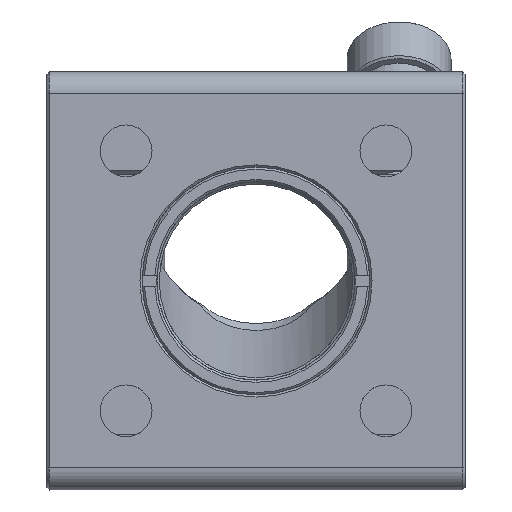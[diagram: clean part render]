
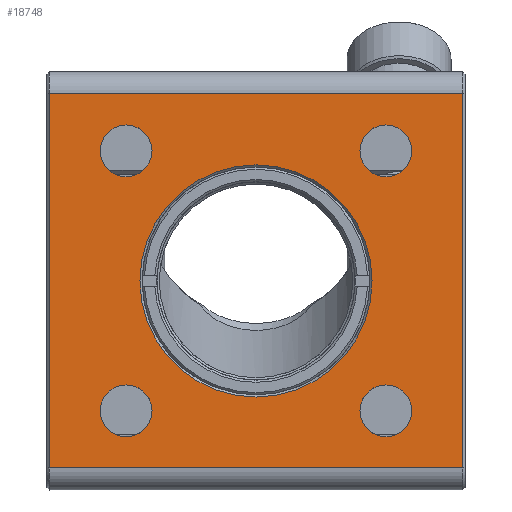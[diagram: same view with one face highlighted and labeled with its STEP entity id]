
A CAD part, left-side view. The second image highlights one B-rep face of the part: STEP entity #18748.
In plain terms, the highlighted planar face has unit normal (-1, 0, 0).
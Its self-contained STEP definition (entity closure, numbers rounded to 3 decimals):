
#975 = CARTESIAN_POINT ( 'NONE',  ( -23.922, 18.099, 17.792 ) ) ;
#986 = ORIENTED_EDGE ( 'NONE', *, *, #25782, .F. ) ;
#1050 = ORIENTED_EDGE ( 'NONE', *, *, #17390, .F. ) ;
#1302 = EDGE_LOOP ( 'NONE', ( #986 ) ) ;
#1350 = EDGE_LOOP ( 'NONE', ( #12303 ) ) ;
#1519 = VECTOR ( 'NONE', #10476, 1000. ) ;
#1582 = LINE ( 'NONE', #10100, #18250 ) ;
#1929 = EDGE_CURVE ( 'NONE', #8566, #8566, #14820, .T. ) ;
#2266 = DIRECTION ( 'NONE',  ( 0., 0., -1. ) ) ;
#2332 = DIRECTION ( 'NONE',  ( -1., 0., 0. ) ) ;
#2832 = AXIS2_PLACEMENT_3D ( 'NONE', #6235, #2332, #12667 ) ;
#3482 = EDGE_CURVE ( 'NONE', #17246, #17246, #25665, .T. ) ;
#3638 = EDGE_CURVE ( 'NONE', #16623, #20134, #17158, .T. ) ;
#3778 = CARTESIAN_POINT ( 'NONE',  ( -23.922, 18.099, -15.208 ) ) ;
#3919 = DIRECTION ( 'NONE',  ( -1., 0., 0. ) ) ;
#4292 = DIRECTION ( 'NONE',  ( 0., 0., -1. ) ) ;
#4644 = PLANE ( 'NONE',  #13526 ) ;
#5203 = EDGE_LOOP ( 'NONE', ( #15216 ) ) ;
#5574 = VECTOR ( 'NONE', #26968, 1000. ) ;
#6023 = DIRECTION ( 'NONE',  ( 0., 0., 1. ) ) ;
#6235 = CARTESIAN_POINT ( 'NONE',  ( -23.922, -11.901, -15.208 ) ) ;
#6590 = DIRECTION ( 'NONE',  ( 1., 0., 0. ) ) ;
#6637 = AXIS2_PLACEMENT_3D ( 'NONE', #8915, #26154, #6947 ) ;
#6947 = DIRECTION ( 'NONE',  ( 0., 0., 1. ) ) ;
#7587 = DIRECTION ( 'NONE',  ( 0., 0., 1. ) ) ;
#8058 = DIRECTION ( 'NONE',  ( -1., 0., 0. ) ) ;
#8566 = VERTEX_POINT ( 'NONE', #975 ) ;
#8915 = CARTESIAN_POINT ( 'NONE',  ( -23.922, -11.901, 14.792 ) ) ;
#9492 = AXIS2_PLACEMENT_3D ( 'NONE', #26818, #10098, #7587 ) ;
#9497 = CARTESIAN_POINT ( 'NONE',  ( -23.922, 26.975, 21.382 ) ) ;
#9816 = EDGE_CURVE ( 'NONE', #19576, #19576, #12215, .T. ) ;
#10073 = CIRCLE ( 'NONE', #23937, 13.399 ) ;
#10098 = DIRECTION ( 'NONE',  ( -1., 0., 0. ) ) ;
#10100 = CARTESIAN_POINT ( 'NONE',  ( -23.922, 26.975, -24.338 ) ) ;
#10156 = DIRECTION ( 'NONE',  ( 0., -1., 0. ) ) ;
#10476 = DIRECTION ( 'NONE',  ( 0., -1., 0. ) ) ;
#12215 = CIRCLE ( 'NONE', #26573, 3. ) ;
#12247 = CARTESIAN_POINT ( 'NONE',  ( -23.922, 3.099, -0.208 ) ) ;
#12303 = ORIENTED_EDGE ( 'NONE', *, *, #9816, .F. ) ;
#12667 = DIRECTION ( 'NONE',  ( 0., 0., 1. ) ) ;
#12963 = CARTESIAN_POINT ( 'NONE',  ( -23.922, 26.975, -21.798 ) ) ;
#13164 = FACE_BOUND ( 'NONE', #1302, .T. ) ;
#13380 = CARTESIAN_POINT ( 'NONE',  ( -23.922, 18.099, -12.208 ) ) ;
#13526 = AXIS2_PLACEMENT_3D ( 'NONE', #21733, #6590, #2266 ) ;
#13909 = CARTESIAN_POINT ( 'NONE',  ( -23.922, -20.777, -21.798 ) ) ;
#14820 = CIRCLE ( 'NONE', #9492, 3. ) ;
#15122 = CIRCLE ( 'NONE', #6637, 3. ) ;
#15216 = ORIENTED_EDGE ( 'NONE', *, *, #21331, .F. ) ;
#15251 = FACE_BOUND ( 'NONE', #5203, .T. ) ;
#15804 = VECTOR ( 'NONE', #4292, 1000. ) ;
#16623 = VERTEX_POINT ( 'NONE', #17855 ) ;
#16918 = LINE ( 'NONE', #23232, #1519 ) ;
#17104 = CARTESIAN_POINT ( 'NONE',  ( -23.922, -11.901, 17.792 ) ) ;
#17158 = LINE ( 'NONE', #23463, #15804 ) ;
#17207 = DIRECTION ( 'NONE',  ( 0., 0., 1. ) ) ;
#17246 = VERTEX_POINT ( 'NONE', #25825 ) ;
#17282 = CARTESIAN_POINT ( 'NONE',  ( -23.922, -10.299, -0.208 ) ) ;
#17390 = EDGE_CURVE ( 'NONE', #27091, #25345, #1582, .T. ) ;
#17696 = VERTEX_POINT ( 'NONE', #17282 ) ;
#17855 = CARTESIAN_POINT ( 'NONE',  ( -23.922, -20.777, 21.382 ) ) ;
#17856 = ORIENTED_EDGE ( 'NONE', *, *, #3638, .F. ) ;
#18250 = VECTOR ( 'NONE', #6023, 1000. ) ;
#18748 = ADVANCED_FACE ( 'NONE', ( #15251, #19348, #23817, #13164, #25671, #23398 ), #4644, .F. ) ;
#19094 = VERTEX_POINT ( 'NONE', #17104 ) ;
#19296 = EDGE_CURVE ( 'NONE', #25345, #16623, #16918, .T. ) ;
#19348 = FACE_OUTER_BOUND ( 'NONE', #21428, .T. ) ;
#19576 = VERTEX_POINT ( 'NONE', #13380 ) ;
#19763 = ORIENTED_EDGE ( 'NONE', *, *, #1929, .F. ) ;
#19902 = ORIENTED_EDGE ( 'NONE', *, *, #20659, .F. ) ;
#20134 = VERTEX_POINT ( 'NONE', #13909 ) ;
#20507 = CARTESIAN_POINT ( 'NONE',  ( -23.922, -21.031, -21.798 ) ) ;
#20659 = EDGE_CURVE ( 'NONE', #20134, #27091, #26537, .T. ) ;
#21331 = EDGE_CURVE ( 'NONE', #17696, #17696, #10073, .T. ) ;
#21393 = EDGE_LOOP ( 'NONE', ( #26356 ) ) ;
#21428 = EDGE_LOOP ( 'NONE', ( #27325, #1050, #19902, #17856 ) ) ;
#21585 = EDGE_LOOP ( 'NONE', ( #19763 ) ) ;
#21733 = CARTESIAN_POINT ( 'NONE',  ( -23.922, -21.031, -24.338 ) ) ;
#23232 = CARTESIAN_POINT ( 'NONE',  ( -23.922, -21.031, 21.382 ) ) ;
#23398 = FACE_BOUND ( 'NONE', #1350, .T. ) ;
#23463 = CARTESIAN_POINT ( 'NONE',  ( -23.922, -20.777, -24.338 ) ) ;
#23817 = FACE_BOUND ( 'NONE', #21585, .T. ) ;
#23937 = AXIS2_PLACEMENT_3D ( 'NONE', #12247, #8058, #10156 ) ;
#25345 = VERTEX_POINT ( 'NONE', #9497 ) ;
#25665 = CIRCLE ( 'NONE', #2832, 3. ) ;
#25671 = FACE_BOUND ( 'NONE', #21393, .T. ) ;
#25782 = EDGE_CURVE ( 'NONE', #19094, #19094, #15122, .T. ) ;
#25825 = CARTESIAN_POINT ( 'NONE',  ( -23.922, -11.901, -12.208 ) ) ;
#26154 = DIRECTION ( 'NONE',  ( -1., 0., 0. ) ) ;
#26356 = ORIENTED_EDGE ( 'NONE', *, *, #3482, .F. ) ;
#26537 = LINE ( 'NONE', #20507, #5574 ) ;
#26573 = AXIS2_PLACEMENT_3D ( 'NONE', #3778, #3919, #17207 ) ;
#26818 = CARTESIAN_POINT ( 'NONE',  ( -23.922, 18.099, 14.792 ) ) ;
#26968 = DIRECTION ( 'NONE',  ( 0., 1., 0. ) ) ;
#27091 = VERTEX_POINT ( 'NONE', #12963 ) ;
#27325 = ORIENTED_EDGE ( 'NONE', *, *, #19296, .F. ) ;
